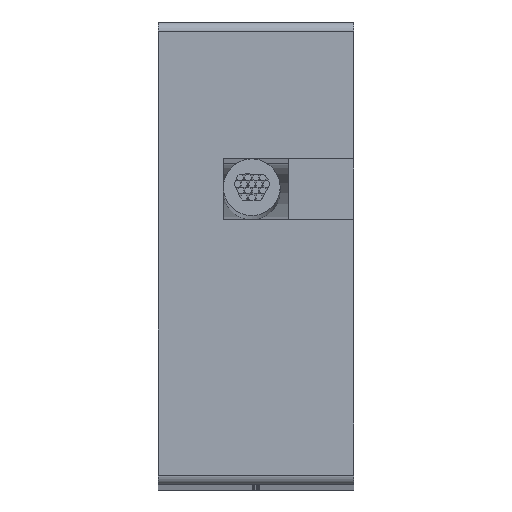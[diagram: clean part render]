
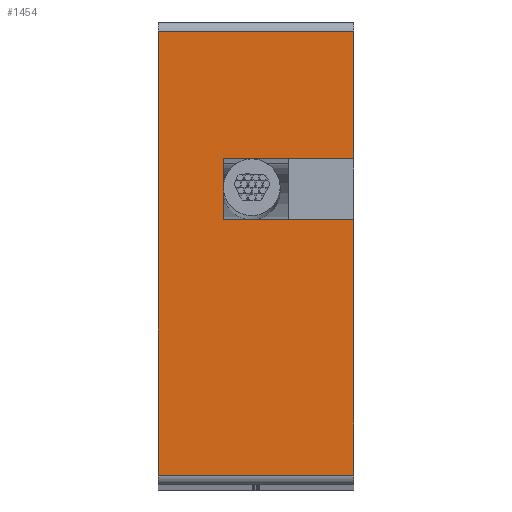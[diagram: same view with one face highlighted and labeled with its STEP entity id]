
A CAD part, top view. The second image highlights one B-rep face of the part: STEP entity #1454.
In plain terms, the highlighted planar face has unit normal (0, 0, 1).
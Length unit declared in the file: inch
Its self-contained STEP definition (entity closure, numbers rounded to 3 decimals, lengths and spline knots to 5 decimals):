
#55=DIRECTION('',(0.,-1.,0.));
#56=VECTOR('',#55,0.68);
#57=CARTESIAN_POINT('',(-0.15,0.34,2.25));
#58=LINE('',#57,#56);
#148=DIRECTION('',(0.,-1.,0.));
#149=VECTOR('',#148,0.392);
#150=CARTESIAN_POINT('',(0.15,0.052,2.25));
#151=LINE('',#150,#149);
#172=DIRECTION('',(0.,-1.,0.));
#173=VECTOR('',#172,0.195);
#174=CARTESIAN_POINT('',(0.15,0.34,2.25));
#175=LINE('',#174,#173);
#385=DIRECTION('',(-1.,0.,0.));
#386=VECTOR('',#385,0.3);
#387=CARTESIAN_POINT('',(0.15,0.34,2.25));
#388=LINE('',#387,#386);
#389=DIRECTION('',(-1.,0.,0.));
#390=VECTOR('',#389,0.2);
#391=CARTESIAN_POINT('',(0.15,0.145,2.25));
#392=LINE('',#391,#390);
#393=DIRECTION('',(0.,1.,0.));
#394=VECTOR('',#393,0.093);
#395=CARTESIAN_POINT('',(-0.05,0.052,2.25));
#396=LINE('',#395,#394);
#397=DIRECTION('',(-1.,0.,0.));
#398=VECTOR('',#397,0.2);
#399=CARTESIAN_POINT('',(0.15,0.052,2.25));
#400=LINE('',#399,#398);
#401=DIRECTION('',(-1.,0.,0.));
#402=VECTOR('',#401,0.3);
#403=CARTESIAN_POINT('',(0.15,-0.34,2.25));
#404=LINE('',#403,#402);
#851=CARTESIAN_POINT('',(0.15,0.052,2.25));
#853=VERTEX_POINT('',#851);
#855=CARTESIAN_POINT('',(-0.05,0.052,2.25));
#856=CARTESIAN_POINT('',(-0.05,0.145,2.25));
#857=VERTEX_POINT('',#855);
#858=VERTEX_POINT('',#856);
#859=CARTESIAN_POINT('',(0.15,0.145,2.25));
#860=VERTEX_POINT('',#859);
#1039=CARTESIAN_POINT('',(-0.15,0.34,2.25));
#1041=VERTEX_POINT('',#1039);
#1045=CARTESIAN_POINT('',(0.15,0.34,2.25));
#1046=VERTEX_POINT('',#1045);
#1048=CARTESIAN_POINT('',(-0.15,-0.34,2.25));
#1050=VERTEX_POINT('',#1048);
#1051=CARTESIAN_POINT('',(0.15,-0.34,2.25));
#1052=VERTEX_POINT('',#1051);
#1435=CARTESIAN_POINT('',(-0.15,0.355,2.25));
#1436=DIRECTION('',(0.,0.,1.));
#1437=DIRECTION('',(0.,-1.,0.));
#1438=AXIS2_PLACEMENT_3D('',#1435,#1436,#1437);
#1439=PLANE('',#1438);
#1441=ORIENTED_EDGE('',*,*,#1440,.F.);
#1442=ORIENTED_EDGE('',*,*,#1164,.T.);
#1444=ORIENTED_EDGE('',*,*,#1443,.T.);
#1446=ORIENTED_EDGE('',*,*,#1445,.F.);
#1448=ORIENTED_EDGE('',*,*,#1447,.F.);
#1449=ORIENTED_EDGE('',*,*,#1146,.T.);
#1450=ORIENTED_EDGE('',*,*,#1428,.T.);
#1451=ORIENTED_EDGE('',*,*,#1066,.F.);
#1452=EDGE_LOOP('',(#1441,#1442,#1444,#1446,#1448,#1449,#1450,#1451));
#1453=FACE_OUTER_BOUND('',#1452,.F.);
#1454=ADVANCED_FACE('',(#1453),#1439,.T.);
#1066=EDGE_CURVE('',#1041,#1050,#58,.T.);
#1146=EDGE_CURVE('',#853,#1052,#151,.T.);
#1164=EDGE_CURVE('',#1046,#860,#175,.T.);
#1428=EDGE_CURVE('',#1052,#1050,#404,.T.);
#1440=EDGE_CURVE('',#1046,#1041,#388,.T.);
#1443=EDGE_CURVE('',#860,#858,#392,.T.);
#1445=EDGE_CURVE('',#857,#858,#396,.T.);
#1447=EDGE_CURVE('',#853,#857,#400,.T.);
